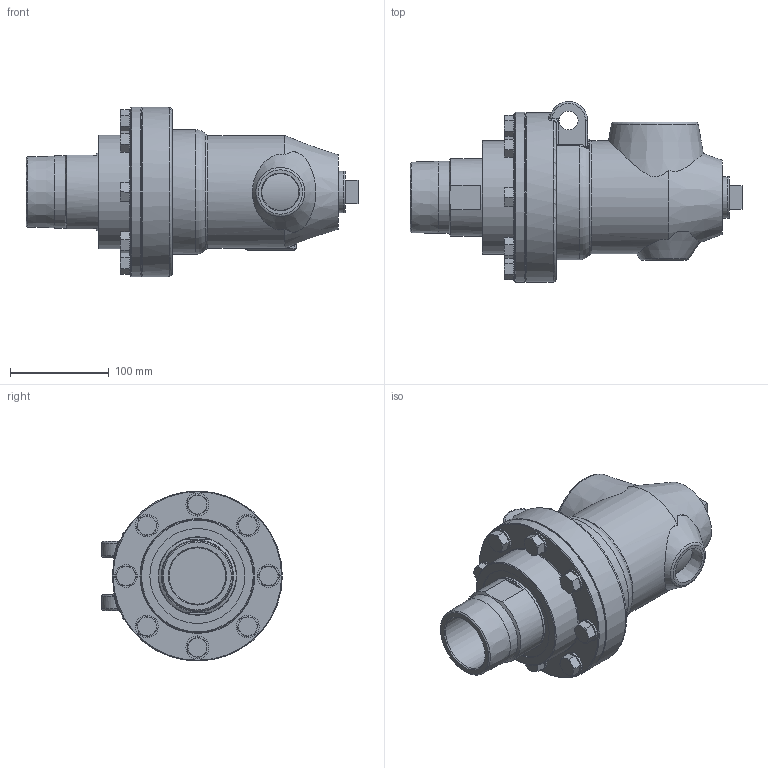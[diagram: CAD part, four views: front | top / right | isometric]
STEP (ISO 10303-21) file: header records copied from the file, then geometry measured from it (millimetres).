
FILE_DESCRIPTION(/* description */ (''),/* implementation_level */ '2;1');
FILE_NAME(/* name */ 'BC-54205-40-51-IC.stp',/* time_stamp */ '2020-05-19T13:38:45-05:00',/* author */ ('dyurkovich'),/* organization */ (''),/* preprocessor_version */ 'ST-DEVELOPER v18',/* originating_system */ 'Autodesk Inventor 2020',/* authorisation */ '');
FILE_SCHEMA (('AUTOMOTIVE_DESIGN { 1 0 10303 214 3 1 1 }'));
Length unit declared in the file: millimetre
Products named in the file (1): BC-54205-40-51-IC
Bounding box: 335.96 x 182.85 x 172 mm (x, y, z)
Volume: 3215852.1 mm3; surface area: 225268.8 mm2
Topology: 1 solids, 10 shells, 801 faces, 2035 edges, 1336 vertices
Faces by surface type: plane 367, bspline 210, cylinder 120, cone 77, torus 23, sphere 4
Full cylindrical faces by diameter (mm): 10.592 x8, 12.7 x8, 13.081 x8, 13.2 x8, 13.5 x16, 19.05 x8, 19.1 x2, 23.2 x8, 42.16 x1, 57.1 x1, 65.481 x1, 73.03 x1, 78.5 x1, 79.35 x1, 96.06 x1, 99 x1, 107.2 x1, 111 x1, 111.2 x1, 112 x1, 114.3 x1, 114.6 x1, 169.9 x1, 171.5 x1, 172 x1
Entity records: 28793 total; most frequent: CARTESIAN_POINT 10044, ORIENTED_EDGE 4066, DIRECTION 3300, EDGE_CURVE 2033, VERTEX_POINT 1336, AXIS2_PLACEMENT_3D 1179, LINE 942, VECTOR 942
